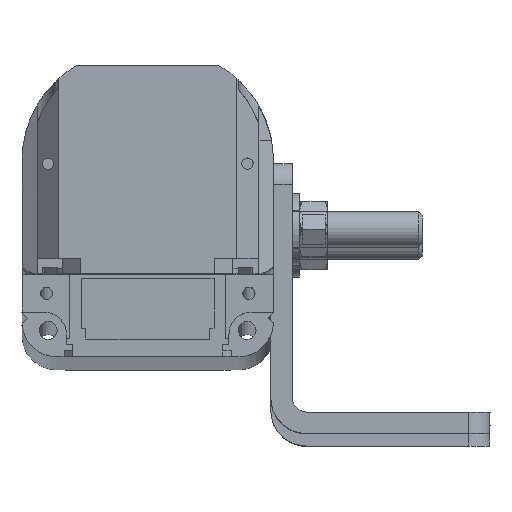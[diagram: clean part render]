
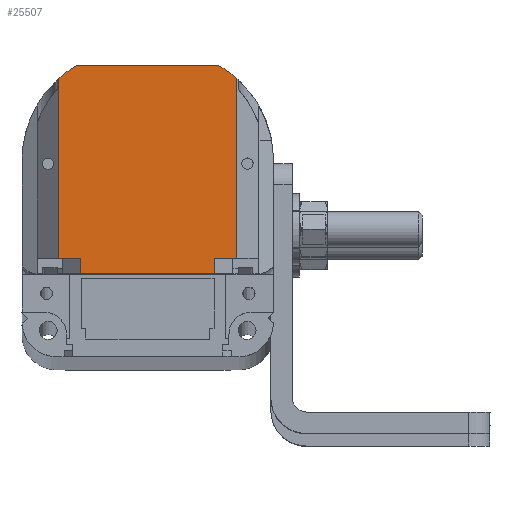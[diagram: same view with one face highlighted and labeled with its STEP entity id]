
A CAD part, top view. The second image highlights one B-rep face of the part: STEP entity #25507.
In plain terms, the highlighted planar face has unit normal (0, 0, 1).
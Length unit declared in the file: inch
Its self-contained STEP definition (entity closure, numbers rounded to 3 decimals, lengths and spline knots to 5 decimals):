
#115 = EDGE_CURVE ( 'NONE', #22348, #25328, #11413, .T. ) ;
#157 = AXIS2_PLACEMENT_3D ( 'NONE', #2702, #10717, #17093 ) ;
#222 = LINE ( 'NONE', #14620, #25484 ) ;
#271 = AXIS2_PLACEMENT_3D ( 'NONE', #19747, #17933, #13661 ) ;
#392 = CARTESIAN_POINT ( 'NONE',  ( 1.95539, 3.58897, 10.27352 ) ) ;
#2702 = CARTESIAN_POINT ( 'NONE',  ( 2.53798, 3.58897, 10.27352 ) ) ;
#3281 = DIRECTION ( 'NONE',  ( 0., 1., 0. ) ) ;
#3393 = VECTOR ( 'NONE', #17125, 39.37008 ) ;
#3927 = ORIENTED_EDGE ( 'NONE', *, *, #115, .F. ) ;
#4052 = LINE ( 'NONE', #392, #24875 ) ;
#4123 = CARTESIAN_POINT ( 'NONE',  ( 2.93491, 3.04597, 10.27352 ) ) ;
#4236 = LINE ( 'NONE', #23935, #23787 ) ;
#4850 = LINE ( 'NONE', #7177, #23439 ) ;
#5006 = CARTESIAN_POINT ( 'NONE',  ( 1.95539, 4.03891, 10.27352 ) ) ;
#5022 = CARTESIAN_POINT ( 'NONE',  ( 2.35232, 3.04597, 10.27352 ) ) ;
#5302 = CARTESIAN_POINT ( 'NONE',  ( 2.93491, 4.03891, 10.27352 ) ) ;
#5442 = CARTESIAN_POINT ( 'NONE',  ( 2.81465, 3.04597, 10.27352 ) ) ;
#5543 = CARTESIAN_POINT ( 'NONE',  ( 2.05299, 4.10897, 10.27352 ) ) ;
#5872 = CARTESIAN_POINT ( 'NONE',  ( 2.35232, 3.58897, 10.27352 ) ) ;
#5933 = ORIENTED_EDGE ( 'NONE', *, *, #10302, .F. ) ;
#6837 = AXIS2_PLACEMENT_3D ( 'NONE', #5872, #20289, #20017 ) ;
#6992 = EDGE_CURVE ( 'NONE', #21039, #19663, #4052, .T. ) ;
#7177 = CARTESIAN_POINT ( 'NONE',  ( 2.05299, 4.10897, 10.27352 ) ) ;
#7685 = ORIENTED_EDGE ( 'NONE', *, *, #12048, .T. ) ;
#7841 = LINE ( 'NONE', #11855, #21737 ) ;
#8078 = EDGE_CURVE ( 'NONE', #13579, #8685, #222, .T. ) ;
#8685 = VERTEX_POINT ( 'NONE', #9126 ) ;
#8706 = CARTESIAN_POINT ( 'NONE',  ( 2.83732, 4.10897, 10.27352 ) ) ;
#9126 = CARTESIAN_POINT ( 'NONE',  ( 2.81465, 2.96197, 10.27352 ) ) ;
#9787 = DIRECTION ( 'NONE',  ( 0., -1., 0. ) ) ;
#10302 = EDGE_CURVE ( 'NONE', #15621, #21039, #14225, .T. ) ;
#10391 = EDGE_CURVE ( 'NONE', #25328, #13034, #7841, .T. ) ;
#10717 = DIRECTION ( 'NONE',  ( 0., 0., -1. ) ) ;
#10913 = ORIENTED_EDGE ( 'NONE', *, *, #22174, .F. ) ;
#11413 = CIRCLE ( 'NONE', #157, 0.6 ) ;
#11472 = DIRECTION ( 'NONE',  ( -1., 0., 0. ) ) ;
#11615 = VECTOR ( 'NONE', #3281, 39.37008 ) ;
#11855 = CARTESIAN_POINT ( 'NONE',  ( 2.93491, 3.58897, 10.27352 ) ) ;
#12048 = EDGE_CURVE ( 'NONE', #22348, #13598, #4850, .T. ) ;
#12170 = ORIENTED_EDGE ( 'NONE', *, *, #6992, .F. ) ;
#12285 = FACE_OUTER_BOUND ( 'NONE', #22227, .T. ) ;
#12384 = LINE ( 'NONE', #25904, #25567 ) ;
#12835 = ORIENTED_EDGE ( 'NONE', *, *, #13746, .F. ) ;
#13034 = VERTEX_POINT ( 'NONE', #4123 ) ;
#13579 = VERTEX_POINT ( 'NONE', #5442 ) ;
#13598 = VERTEX_POINT ( 'NONE', #5543 ) ;
#13661 = DIRECTION ( 'NONE',  ( -1., 0., 0. ) ) ;
#13746 = EDGE_CURVE ( 'NONE', #8685, #19278, #12384, .T. ) ;
#14006 = PLANE ( 'NONE',  #271 ) ;
#14225 = LINE ( 'NONE', #5022, #3393 ) ;
#14250 = CIRCLE ( 'NONE', #6837, 0.6 ) ;
#14620 = CARTESIAN_POINT ( 'NONE',  ( 2.81465, 3.58897, 10.27352 ) ) ;
#15621 = VERTEX_POINT ( 'NONE', #25688 ) ;
#15916 = CARTESIAN_POINT ( 'NONE',  ( 1.95539, 3.04597, 10.27352 ) ) ;
#15974 = LINE ( 'NONE', #23645, #11615 ) ;
#17093 = DIRECTION ( 'NONE',  ( -1., 0., 0. ) ) ;
#17125 = DIRECTION ( 'NONE',  ( -1., 0., 0. ) ) ;
#17531 = CARTESIAN_POINT ( 'NONE',  ( 2.07565, 2.96197, 10.27352 ) ) ;
#17617 = EDGE_CURVE ( 'NONE', #19278, #15621, #15974, .T. ) ;
#17763 = ORIENTED_EDGE ( 'NONE', *, *, #8078, .F. ) ;
#17933 = DIRECTION ( 'NONE',  ( 0., 0., -1. ) ) ;
#18651 = DIRECTION ( 'NONE',  ( 0., -1., 0. ) ) ;
#19054 = DIRECTION ( 'NONE',  ( 0., 1., 0. ) ) ;
#19278 = VERTEX_POINT ( 'NONE', #17531 ) ;
#19663 = VERTEX_POINT ( 'NONE', #5006 ) ;
#19747 = CARTESIAN_POINT ( 'NONE',  ( 2.35232, 3.58897, 10.27352 ) ) ;
#19847 = DIRECTION ( 'NONE',  ( -1., 0., 0. ) ) ;
#20017 = DIRECTION ( 'NONE',  ( -1., 0., 0. ) ) ;
#20289 = DIRECTION ( 'NONE',  ( 0., 0., -1. ) ) ;
#21039 = VERTEX_POINT ( 'NONE', #15916 ) ;
#21737 = VECTOR ( 'NONE', #9787, 39.37008 ) ;
#22119 = DIRECTION ( 'NONE',  ( -1., 0., 0. ) ) ;
#22174 = EDGE_CURVE ( 'NONE', #13034, #13579, #4236, .T. ) ;
#22227 = EDGE_LOOP ( 'NONE', ( #24400, #12835, #17763, #10913, #24154, #3927, #7685, #24377, #12170, #5933 ) ) ;
#22348 = VERTEX_POINT ( 'NONE', #8706 ) ;
#23439 = VECTOR ( 'NONE', #11472, 39.37008 ) ;
#23645 = CARTESIAN_POINT ( 'NONE',  ( 2.07565, 3.58897, 10.27352 ) ) ;
#23787 = VECTOR ( 'NONE', #19847, 39.37008 ) ;
#23935 = CARTESIAN_POINT ( 'NONE',  ( 2.35232, 3.04597, 10.27352 ) ) ;
#24154 = ORIENTED_EDGE ( 'NONE', *, *, #10391, .F. ) ;
#24377 = ORIENTED_EDGE ( 'NONE', *, *, #24870, .F. ) ;
#24400 = ORIENTED_EDGE ( 'NONE', *, *, #17617, .F. ) ;
#24870 = EDGE_CURVE ( 'NONE', #19663, #13598, #14250, .T. ) ;
#24875 = VECTOR ( 'NONE', #19054, 39.37008 ) ;
#25328 = VERTEX_POINT ( 'NONE', #5302 ) ;
#25484 = VECTOR ( 'NONE', #18651, 39.37008 ) ;
#25507 = ADVANCED_FACE ( 'NONE', ( #12285 ), #14006, .F. ) ;
#25567 = VECTOR ( 'NONE', #22119, 39.37008 ) ;
#25688 = CARTESIAN_POINT ( 'NONE',  ( 2.07565, 3.04597, 10.27352 ) ) ;
#25904 = CARTESIAN_POINT ( 'NONE',  ( 2.35232, 2.96197, 10.27352 ) ) ;
